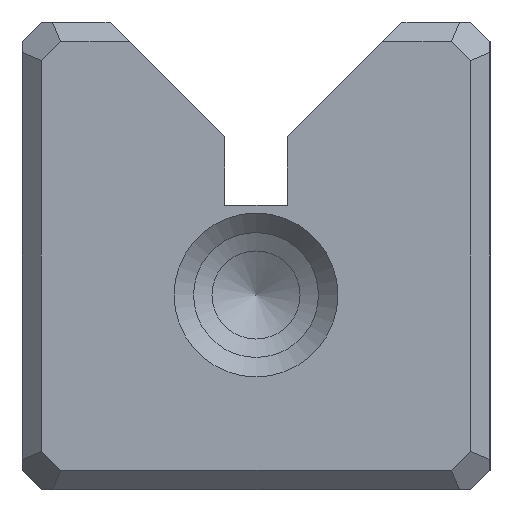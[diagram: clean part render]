
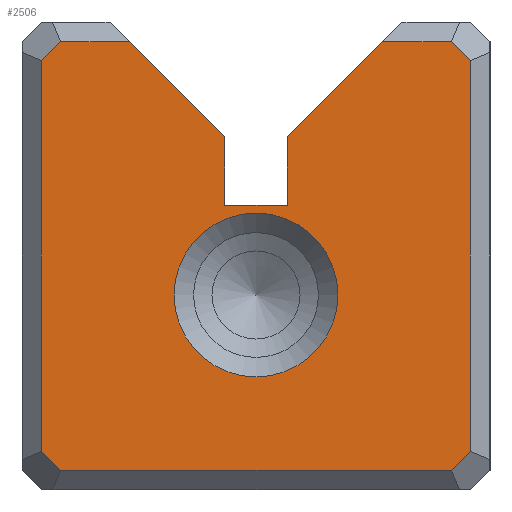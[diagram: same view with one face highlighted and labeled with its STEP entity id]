
A CAD part, left-side view. The second image highlights one B-rep face of the part: STEP entity #2506.
In plain terms, the highlighted planar face has unit normal (-1, 0, 0).
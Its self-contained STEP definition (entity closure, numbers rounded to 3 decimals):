
#2506=ADVANCED_FACE('',(#3527,#3528),#2935,.F.);
#2935=PLANE('',#9420);
#3198=CIRCLE('',#9419,2.1);
#3527=FACE_BOUND('',#3818,.T.);
#3528=FACE_BOUND('',#3819,.T.);
#3818=EDGE_LOOP('',(#4631));
#3819=EDGE_LOOP('',(#4632,#4633,#4634,#4635,#4636,#4637,#4638,#4639,#4640,
#4641,#4642,#4643,#4644,#4645));
#4631=ORIENTED_EDGE('',*,*,#7303,.T.);
#4632=ORIENTED_EDGE('',*,*,#7304,.T.);
#4633=ORIENTED_EDGE('',*,*,#7305,.T.);
#4634=ORIENTED_EDGE('',*,*,#7306,.F.);
#4635=ORIENTED_EDGE('',*,*,#7307,.F.);
#4636=ORIENTED_EDGE('',*,*,#7308,.F.);
#4637=ORIENTED_EDGE('',*,*,#7309,.F.);
#4638=ORIENTED_EDGE('',*,*,#7310,.F.);
#4639=ORIENTED_EDGE('',*,*,#7311,.T.);
#4640=ORIENTED_EDGE('',*,*,#7312,.T.);
#4641=ORIENTED_EDGE('',*,*,#7313,.T.);
#4642=ORIENTED_EDGE('',*,*,#7314,.T.);
#4643=ORIENTED_EDGE('',*,*,#7315,.T.);
#4644=ORIENTED_EDGE('',*,*,#7316,.T.);
#4645=ORIENTED_EDGE('',*,*,#7317,.T.);
#6603=VERTEX_POINT('',#12224);
#6604=VERTEX_POINT('',#12226);
#6605=VERTEX_POINT('',#12227);
#6606=VERTEX_POINT('',#12229);
#6607=VERTEX_POINT('',#12231);
#6608=VERTEX_POINT('',#12233);
#6609=VERTEX_POINT('',#12235);
#6610=VERTEX_POINT('',#12237);
#6611=VERTEX_POINT('',#12239);
#6612=VERTEX_POINT('',#12241);
#6613=VERTEX_POINT('',#12243);
#6614=VERTEX_POINT('',#12245);
#6615=VERTEX_POINT('',#12247);
#6616=VERTEX_POINT('',#12249);
#6617=VERTEX_POINT('',#12251);
#7303=EDGE_CURVE('',#6603,#6603,#3198,.T.);
#7304=EDGE_CURVE('',#6604,#6605,#8197,.T.);
#7305=EDGE_CURVE('',#6605,#6606,#8198,.T.);
#7306=EDGE_CURVE('',#6607,#6606,#8199,.T.);
#7307=EDGE_CURVE('',#6608,#6607,#8200,.T.);
#7308=EDGE_CURVE('',#6609,#6608,#8201,.T.);
#7309=EDGE_CURVE('',#6610,#6609,#8202,.T.);
#7310=EDGE_CURVE('',#6611,#6610,#8203,.T.);
#7311=EDGE_CURVE('',#6611,#6612,#8204,.T.);
#7312=EDGE_CURVE('',#6612,#6613,#8205,.T.);
#7313=EDGE_CURVE('',#6613,#6614,#8206,.T.);
#7314=EDGE_CURVE('',#6614,#6615,#8207,.T.);
#7315=EDGE_CURVE('',#6615,#6616,#8208,.T.);
#7316=EDGE_CURVE('',#6616,#6617,#8209,.T.);
#7317=EDGE_CURVE('',#6617,#6604,#8210,.T.);
#8197=LINE('',#12225,#8881);
#8198=LINE('',#12228,#8882);
#8199=LINE('',#12230,#8883);
#8200=LINE('',#12232,#8884);
#8201=LINE('',#12234,#8885);
#8202=LINE('',#12236,#8886);
#8203=LINE('',#12238,#8887);
#8204=LINE('',#12240,#8888);
#8205=LINE('',#12242,#8889);
#8206=LINE('',#12244,#8890);
#8207=LINE('',#12246,#8891);
#8208=LINE('',#12248,#8892);
#8209=LINE('',#12250,#8893);
#8210=LINE('',#12252,#8894);
#8881=VECTOR('',#10067,1.);
#8882=VECTOR('',#10068,1.);
#8883=VECTOR('',#10069,1.);
#8884=VECTOR('',#10070,1.);
#8885=VECTOR('',#10071,1.);
#8886=VECTOR('',#10072,1.);
#8887=VECTOR('',#10073,1.);
#8888=VECTOR('',#10074,1.);
#8889=VECTOR('',#10075,1.);
#8890=VECTOR('',#10076,1.);
#8891=VECTOR('',#10077,1.);
#8892=VECTOR('',#10078,1.);
#8893=VECTOR('',#10079,1.);
#8894=VECTOR('',#10080,1.);
#9419=AXIS2_PLACEMENT_3D('',#12223,#10065,#10066);
#9420=AXIS2_PLACEMENT_3D('',#12253,#10081,#10082);
#10065=DIRECTION('',(1.,0.,0.));
#10066=DIRECTION('',(0.,0.,-1.));
#10067=DIRECTION('',(0.,0.707,0.707));
#10068=DIRECTION('',(0.,1.,0.));
#10069=DIRECTION('',(0.,-0.707,0.707));
#10070=DIRECTION('',(0.,0.,1.));
#10071=DIRECTION('',(0.,-1.,0.));
#10072=DIRECTION('',(0.,0.,-1.));
#10073=DIRECTION('',(0.,-0.707,-0.707));
#10074=DIRECTION('',(0.,1.,0.));
#10075=DIRECTION('',(0.,0.707,-0.707));
#10076=DIRECTION('',(0.,0.,-1.));
#10077=DIRECTION('',(0.,-0.707,-0.707));
#10078=DIRECTION('',(0.,-1.,0.));
#10079=DIRECTION('',(0.,-0.707,0.707));
#10080=DIRECTION('',(0.,0.,1.));
#10081=DIRECTION('',(1.,0.,0.));
#10082=DIRECTION('',(0.,0.,1.));
#12223=CARTESIAN_POINT('',(-200.,0.,-1.));
#12224=CARTESIAN_POINT('',(-200.,0.,-3.1));
#12225=CARTESIAN_POINT('',(-200.,-5.255,5.255));
#12226=CARTESIAN_POINT('',(-200.,-5.5,5.01));
#12227=CARTESIAN_POINT('',(-200.,-5.01,5.5));
#12228=CARTESIAN_POINT('',(-200.,-3.743,5.5));
#12229=CARTESIAN_POINT('',(-200.,-3.243,5.5));
#12230=CARTESIAN_POINT('',(-200.,0.,2.257));
#12231=CARTESIAN_POINT('',(-200.,-0.8,3.057));
#12232=CARTESIAN_POINT('',(-200.,-0.8,1.3));
#12233=CARTESIAN_POINT('',(-200.,-0.8,1.3));
#12234=CARTESIAN_POINT('',(-200.,0.8,1.3));
#12235=CARTESIAN_POINT('',(-200.,0.8,1.3));
#12236=CARTESIAN_POINT('',(-200.,0.8,3.057));
#12237=CARTESIAN_POINT('',(-200.,0.8,3.057));
#12238=CARTESIAN_POINT('',(-200.,7.243,9.5));
#12239=CARTESIAN_POINT('',(-200.,3.243,5.5));
#12240=CARTESIAN_POINT('',(-200.,5.5,5.5));
#12241=CARTESIAN_POINT('',(-200.,5.01,5.5));
#12242=CARTESIAN_POINT('',(-200.,5.255,5.255));
#12243=CARTESIAN_POINT('',(-200.,5.5,5.01));
#12244=CARTESIAN_POINT('',(-200.,5.5,-5.5));
#12245=CARTESIAN_POINT('',(-200.,5.5,-5.01));
#12246=CARTESIAN_POINT('',(-200.,5.255,-5.255));
#12247=CARTESIAN_POINT('',(-200.,5.01,-5.5));
#12248=CARTESIAN_POINT('',(-200.,-5.5,-5.5));
#12249=CARTESIAN_POINT('',(-200.,-5.01,-5.5));
#12250=CARTESIAN_POINT('',(-200.,-5.255,-5.255));
#12251=CARTESIAN_POINT('',(-200.,-5.5,-5.01));
#12252=CARTESIAN_POINT('',(-200.,-5.5,5.5));
#12253=CARTESIAN_POINT('',(-200.,0.,0.));
